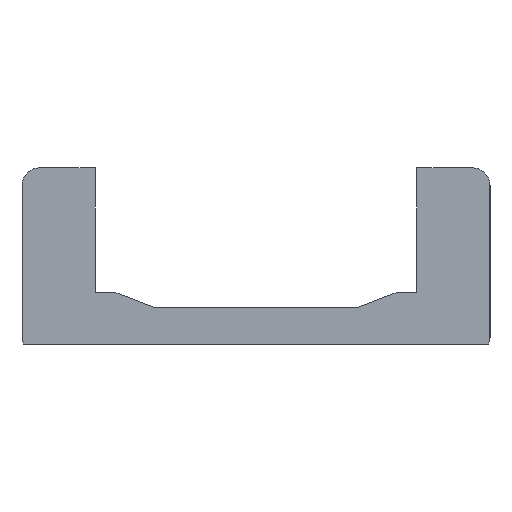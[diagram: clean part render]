
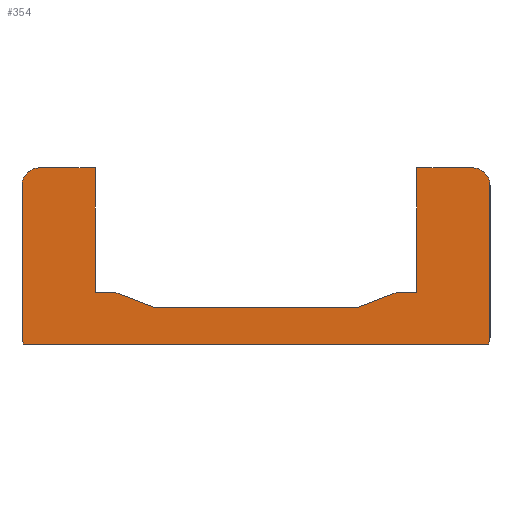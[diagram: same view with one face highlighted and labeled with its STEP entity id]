
A CAD part, left-side view. The second image highlights one B-rep face of the part: STEP entity #354.
In plain terms, the highlighted planar face has unit normal (-1, 0, 0).
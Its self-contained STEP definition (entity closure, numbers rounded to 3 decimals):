
#19=CIRCLE('',#387,5.);
#20=CIRCLE('',#394,5.);
#38=FACE_OUTER_BOUND('',#56,.T.);
#56=EDGE_LOOP('',(#305,#306,#307,#308,#309,#310,#311,#312,#313,#314,#315,
#316,#317,#318,#319,#320));
#57=LINE('',#491,#101);
#61=LINE('',#499,#105);
#64=LINE('',#506,#108);
#68=LINE('',#514,#112);
#82=LINE('',#544,#126);
#83=LINE('',#546,#127);
#85=LINE('',#550,#129);
#87=LINE('',#554,#131);
#90=LINE('',#562,#134);
#92=LINE('',#566,#136);
#94=LINE('',#570,#138);
#96=LINE('',#574,#140);
#98=LINE('',#578,#142);
#100=LINE('',#584,#144);
#101=VECTOR('',#401,10.);
#105=VECTOR('',#407,10.);
#108=VECTOR('',#412,10.);
#112=VECTOR('',#418,10.);
#126=VECTOR('',#440,10.);
#127=VECTOR('',#443,10.);
#129=VECTOR('',#447,10.);
#131=VECTOR('',#451,10.);
#134=VECTOR('',#460,10.);
#136=VECTOR('',#464,10.);
#138=VECTOR('',#468,10.);
#140=VECTOR('',#472,10.);
#142=VECTOR('',#476,10.);
#144=VECTOR('',#484,10.);
#145=VERTEX_POINT('',#489);
#146=VERTEX_POINT('',#490);
#149=VERTEX_POINT('',#498);
#151=VERTEX_POINT('',#504);
#152=VERTEX_POINT('',#505);
#155=VERTEX_POINT('',#513);
#167=VERTEX_POINT('',#542);
#168=VERTEX_POINT('',#548);
#169=VERTEX_POINT('',#552);
#170=VERTEX_POINT('',#556);
#171=VERTEX_POINT('',#560);
#172=VERTEX_POINT('',#564);
#173=VERTEX_POINT('',#568);
#174=VERTEX_POINT('',#572);
#175=VERTEX_POINT('',#576);
#176=VERTEX_POINT('',#580);
#177=EDGE_CURVE('',#145,#146,#57,.T.);
#181=EDGE_CURVE('',#145,#149,#61,.T.);
#184=EDGE_CURVE('',#151,#152,#64,.T.);
#188=EDGE_CURVE('',#151,#155,#68,.T.);
#204=EDGE_CURVE('',#167,#146,#82,.T.);
#205=EDGE_CURVE('',#155,#167,#83,.T.);
#207=EDGE_CURVE('',#168,#152,#85,.T.);
#209=EDGE_CURVE('',#169,#168,#87,.T.);
#211=EDGE_CURVE('',#170,#169,#19,.T.);
#213=EDGE_CURVE('',#171,#170,#90,.T.);
#215=EDGE_CURVE('',#172,#171,#92,.T.);
#217=EDGE_CURVE('',#173,#172,#94,.T.);
#219=EDGE_CURVE('',#174,#173,#96,.T.);
#221=EDGE_CURVE('',#175,#174,#98,.T.);
#223=EDGE_CURVE('',#176,#175,#20,.T.);
#224=EDGE_CURVE('',#149,#176,#100,.T.);
#305=ORIENTED_EDGE('',*,*,#177,.T.);
#306=ORIENTED_EDGE('',*,*,#204,.F.);
#307=ORIENTED_EDGE('',*,*,#205,.F.);
#308=ORIENTED_EDGE('',*,*,#188,.F.);
#309=ORIENTED_EDGE('',*,*,#184,.T.);
#310=ORIENTED_EDGE('',*,*,#207,.F.);
#311=ORIENTED_EDGE('',*,*,#209,.F.);
#312=ORIENTED_EDGE('',*,*,#211,.F.);
#313=ORIENTED_EDGE('',*,*,#213,.F.);
#314=ORIENTED_EDGE('',*,*,#215,.F.);
#315=ORIENTED_EDGE('',*,*,#217,.F.);
#316=ORIENTED_EDGE('',*,*,#219,.F.);
#317=ORIENTED_EDGE('',*,*,#221,.F.);
#318=ORIENTED_EDGE('',*,*,#223,.F.);
#319=ORIENTED_EDGE('',*,*,#224,.F.);
#320=ORIENTED_EDGE('',*,*,#181,.F.);
#336=PLANE('',#396);
#354=ADVANCED_FACE('',(#38),#336,.F.);
#387=AXIS2_PLACEMENT_3D('',#558,#455,#456);
#394=AXIS2_PLACEMENT_3D('',#582,#480,#481);
#396=AXIS2_PLACEMENT_3D('',#585,#485,#486);
#401=DIRECTION('',(0.,1.,0.));
#407=DIRECTION('',(0.,0.,1.));
#412=DIRECTION('',(0.,1.,0.));
#418=DIRECTION('',(0.,-0.932,-0.361));
#440=DIRECTION('',(0.,-0.932,0.361));
#443=DIRECTION('',(0.,-1.,0.));
#447=DIRECTION('',(0.,0.,-1.));
#451=DIRECTION('',(0.,-1.,0.));
#455=DIRECTION('center_axis',(1.,0.,0.));
#456=DIRECTION('ref_axis',(0.,1.,0.));
#460=DIRECTION('',(0.,0.,1.));
#464=DIRECTION('',(0.,0.205,0.979));
#468=DIRECTION('',(0.,1.,0.));
#472=DIRECTION('',(0.,0.204,-0.979));
#476=DIRECTION('',(0.,0.,-1.));
#480=DIRECTION('center_axis',(1.,0.,0.));
#481=DIRECTION('ref_axis',(0.,0.,1.));
#484=DIRECTION('',(0.,-1.,0.));
#485=DIRECTION('center_axis',(1.,0.,0.));
#486=DIRECTION('ref_axis',(0.,0.,-1.));
#489=CARTESIAN_POINT('',(0.,-46.499,15.));
#490=CARTESIAN_POINT('',(0.,-40.8,15.));
#491=CARTESIAN_POINT('',(0.,-20.4,15.));
#498=CARTESIAN_POINT('',(0.,-46.499,51.));
#499=CARTESIAN_POINT('',(0.,-46.499,15.7));
#504=CARTESIAN_POINT('',(0.,40.802,15.));
#505=CARTESIAN_POINT('',(0.,46.501,15.));
#506=CARTESIAN_POINT('',(0.,23.251,15.));
#513=CARTESIAN_POINT('',(0.,29.701,10.7));
#514=CARTESIAN_POINT('',(0.,42.609,15.7));
#542=CARTESIAN_POINT('',(0.,-29.699,10.7));
#544=CARTESIAN_POINT('',(0.,-29.699,10.7));
#546=CARTESIAN_POINT('',(0.,29.701,10.7));
#548=CARTESIAN_POINT('',(0.,46.501,51.));
#550=CARTESIAN_POINT('',(0.,46.501,51.));
#552=CARTESIAN_POINT('',(0.,62.701,51.));
#554=CARTESIAN_POINT('',(0.,62.701,51.));
#556=CARTESIAN_POINT('',(0.,67.701,46.));
#558=CARTESIAN_POINT('Origin',(0.,62.701,46.));
#560=CARTESIAN_POINT('',(0.,67.701,2.));
#562=CARTESIAN_POINT('',(0.,67.701,2.));
#564=CARTESIAN_POINT('',(0.,67.283,0.));
#566=CARTESIAN_POINT('',(0.,67.283,0.));
#568=CARTESIAN_POINT('',(0.,-67.282,0.));
#570=CARTESIAN_POINT('',(0.,-67.282,0.));
#572=CARTESIAN_POINT('',(0.,-67.699,2.));
#574=CARTESIAN_POINT('',(0.,-67.699,2.));
#576=CARTESIAN_POINT('',(0.,-67.699,46.));
#578=CARTESIAN_POINT('',(0.,-67.699,46.));
#580=CARTESIAN_POINT('',(0.,-62.699,51.));
#582=CARTESIAN_POINT('Origin',(0.,-62.699,46.));
#584=CARTESIAN_POINT('',(0.,-46.499,51.));
#585=CARTESIAN_POINT('Origin',(0.,0.001,18.213));
